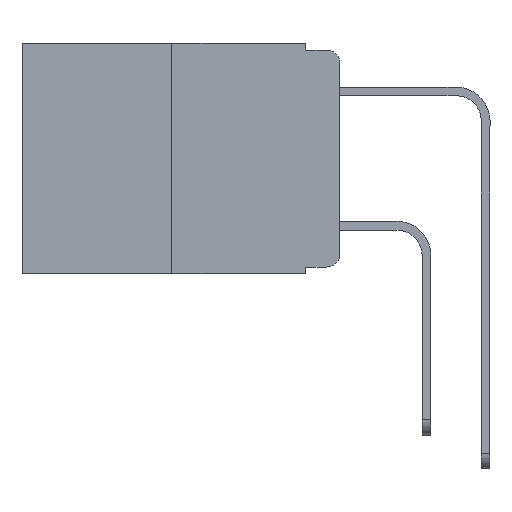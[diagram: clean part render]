
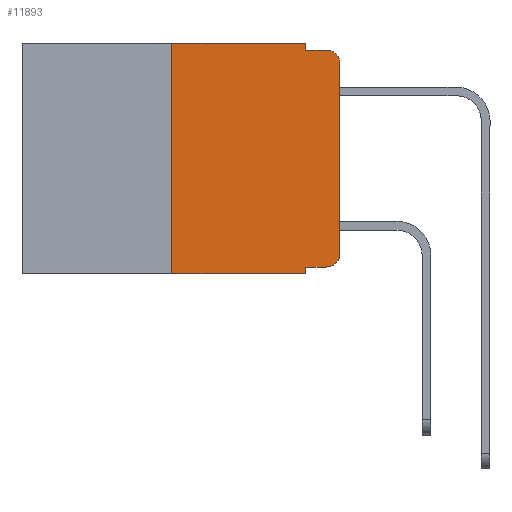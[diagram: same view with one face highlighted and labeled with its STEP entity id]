
A CAD part, left-side view. The second image highlights one B-rep face of the part: STEP entity #11893.
In plain terms, the highlighted planar face has unit normal (-1, 0, 0).
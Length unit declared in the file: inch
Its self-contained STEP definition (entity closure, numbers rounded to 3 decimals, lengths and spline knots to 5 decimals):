
#6 = VERTEX_POINT ( 'NONE', #5450 ) ;
#83 = ORIENTED_EDGE ( 'NONE', *, *, #3615, .T. ) ;
#177 = CARTESIAN_POINT ( 'NONE',  ( 0., 0.25, -0.343 ) ) ;
#203 = CARTESIAN_POINT ( 'NONE',  ( 0., 0., -0.313 ) ) ;
#433 = EDGE_CURVE ( 'NONE', #7206, #3099, #8717, .T. ) ;
#575 = DIRECTION ( 'NONE',  ( -1., 0., 0. ) ) ;
#595 = VERTEX_POINT ( 'NONE', #4014 ) ;
#597 = VECTOR ( 'NONE', #7837, 39.37008 ) ;
#697 = FACE_OUTER_BOUND ( 'NONE', #1242, .T. ) ;
#721 = EDGE_CURVE ( 'NONE', #595, #893, #8289, .T. ) ;
#818 = CARTESIAN_POINT ( 'NONE',  ( 0., 0.02, -0.313 ) ) ;
#893 = VERTEX_POINT ( 'NONE', #7588 ) ;
#899 = CARTESIAN_POINT ( 'NONE',  ( 0., 0.02, -0.03 ) ) ;
#907 = EDGE_CURVE ( 'NONE', #893, #3525, #11376, .T. ) ;
#1100 = VERTEX_POINT ( 'NONE', #11530 ) ;
#1242 = EDGE_LOOP ( 'NONE', ( #8527, #5992, #6325, #5298, #3022, #2181, #83, #1321, #3689, #3821 ) ) ;
#1321 = ORIENTED_EDGE ( 'NONE', *, *, #9021, .F. ) ;
#1611 = EDGE_CURVE ( 'NONE', #1100, #3525, #4733, .T. ) ;
#1632 = LINE ( 'NONE', #11996, #11124 ) ;
#1765 = CARTESIAN_POINT ( 'NONE',  ( 0., 0.051, 0. ) ) ;
#1837 = AXIS2_PLACEMENT_3D ( 'NONE', #899, #575, #5852 ) ;
#1877 = DIRECTION ( 'NONE',  ( 0., 0., -1. ) ) ;
#2181 = ORIENTED_EDGE ( 'NONE', *, *, #8967, .F. ) ;
#2622 = VECTOR ( 'NONE', #8946, 39.37008 ) ;
#3022 = ORIENTED_EDGE ( 'NONE', *, *, #5573, .F. ) ;
#3099 = VERTEX_POINT ( 'NONE', #11857 ) ;
#3427 = DIRECTION ( 'NONE',  ( 0., 0., -1. ) ) ;
#3466 = CIRCLE ( 'NONE', #7369, 0.02 ) ;
#3525 = VERTEX_POINT ( 'NONE', #10624 ) ;
#3615 = EDGE_CURVE ( 'NONE', #8992, #4301, #4924, .T. ) ;
#3681 = EDGE_CURVE ( 'NONE', #6034, #1100, #1632, .T. ) ;
#3689 = ORIENTED_EDGE ( 'NONE', *, *, #433, .T. ) ;
#3694 = VECTOR ( 'NONE', #4407, 39.37008 ) ;
#3821 = ORIENTED_EDGE ( 'NONE', *, *, #11928, .T. ) ;
#3849 = CARTESIAN_POINT ( 'NONE',  ( 0., 0.473, 0. ) ) ;
#3980 = CARTESIAN_POINT ( 'NONE',  ( 0., 0.051, -0.01 ) ) ;
#3993 = VECTOR ( 'NONE', #7226, 39.37008 ) ;
#4014 = CARTESIAN_POINT ( 'NONE',  ( 0., 0.051, 0. ) ) ;
#4301 = VERTEX_POINT ( 'NONE', #9786 ) ;
#4407 = DIRECTION ( 'NONE',  ( 0., -1., 0. ) ) ;
#4733 = CIRCLE ( 'NONE', #1837, 0.02 ) ;
#4818 = DIRECTION ( 'NONE',  ( 0., 0., -1. ) ) ;
#4924 = LINE ( 'NONE', #7357, #11981 ) ;
#5298 = ORIENTED_EDGE ( 'NONE', *, *, #721, .F. ) ;
#5429 = DIRECTION ( 'NONE',  ( 0., -1., 0. ) ) ;
#5450 = CARTESIAN_POINT ( 'NONE',  ( 0., 0.25, 0. ) ) ;
#5573 = EDGE_CURVE ( 'NONE', #6, #595, #8421, .T. ) ;
#5737 = VECTOR ( 'NONE', #3427, 39.37008 ) ;
#5852 = DIRECTION ( 'NONE',  ( 0., 0., -1. ) ) ;
#5992 = ORIENTED_EDGE ( 'NONE', *, *, #1611, .T. ) ;
#6034 = VERTEX_POINT ( 'NONE', #203 ) ;
#6325 = ORIENTED_EDGE ( 'NONE', *, *, #907, .F. ) ;
#6500 = DIRECTION ( 'NONE',  ( 0., 0., 1. ) ) ;
#6603 = CARTESIAN_POINT ( 'NONE',  ( 0., 0.051, -0.333 ) ) ;
#6715 = AXIS2_PLACEMENT_3D ( 'NONE', #3849, #10368, #4818 ) ;
#6863 = VECTOR ( 'NONE', #7195, 39.37008 ) ;
#7195 = DIRECTION ( 'NONE',  ( 0., 0., -1. ) ) ;
#7206 = VERTEX_POINT ( 'NONE', #12360 ) ;
#7226 = DIRECTION ( 'NONE',  ( 0., -1., 0. ) ) ;
#7357 = CARTESIAN_POINT ( 'NONE',  ( 0., 0.473, -0.343 ) ) ;
#7369 = AXIS2_PLACEMENT_3D ( 'NONE', #818, #7707, #1877 ) ;
#7588 = CARTESIAN_POINT ( 'NONE',  ( 0., 0.051, -0.01 ) ) ;
#7707 = DIRECTION ( 'NONE',  ( -1., 0., 0. ) ) ;
#7837 = DIRECTION ( 'NONE',  ( 0., -1., 0. ) ) ;
#8016 = CARTESIAN_POINT ( 'NONE',  ( 0., 0.25, 0. ) ) ;
#8111 = CARTESIAN_POINT ( 'NONE',  ( 0., 0.051, 0. ) ) ;
#8289 = LINE ( 'NONE', #1765, #5737 ) ;
#8421 = LINE ( 'NONE', #12293, #597 ) ;
#8527 = ORIENTED_EDGE ( 'NONE', *, *, #3681, .T. ) ;
#8557 = PLANE ( 'NONE',  #6715 ) ;
#8717 = LINE ( 'NONE', #6603, #3694 ) ;
#8946 = DIRECTION ( 'NONE',  ( 0., 0., 1. ) ) ;
#8967 = EDGE_CURVE ( 'NONE', #8992, #6, #10462, .T. ) ;
#8992 = VERTEX_POINT ( 'NONE', #177 ) ;
#9021 = EDGE_CURVE ( 'NONE', #7206, #4301, #9340, .T. ) ;
#9340 = LINE ( 'NONE', #8111, #6863 ) ;
#9786 = CARTESIAN_POINT ( 'NONE',  ( 0., 0.051, -0.343 ) ) ;
#10368 = DIRECTION ( 'NONE',  ( 1., 0., 0. ) ) ;
#10462 = LINE ( 'NONE', #8016, #2622 ) ;
#10624 = CARTESIAN_POINT ( 'NONE',  ( 0., 0.02, -0.01 ) ) ;
#11124 = VECTOR ( 'NONE', #6500, 39.37008 ) ;
#11376 = LINE ( 'NONE', #3980, #3993 ) ;
#11530 = CARTESIAN_POINT ( 'NONE',  ( 0., 0., -0.03 ) ) ;
#11857 = CARTESIAN_POINT ( 'NONE',  ( 0., 0.02, -0.333 ) ) ;
#11893 = ADVANCED_FACE ( 'NONE', ( #697 ), #8557, .F. ) ;
#11928 = EDGE_CURVE ( 'NONE', #3099, #6034, #3466, .T. ) ;
#11981 = VECTOR ( 'NONE', #5429, 39.37008 ) ;
#11996 = CARTESIAN_POINT ( 'NONE',  ( 0., 0., 0. ) ) ;
#12293 = CARTESIAN_POINT ( 'NONE',  ( 0., 0.473, 0. ) ) ;
#12360 = CARTESIAN_POINT ( 'NONE',  ( 0., 0.051, -0.333 ) ) ;
